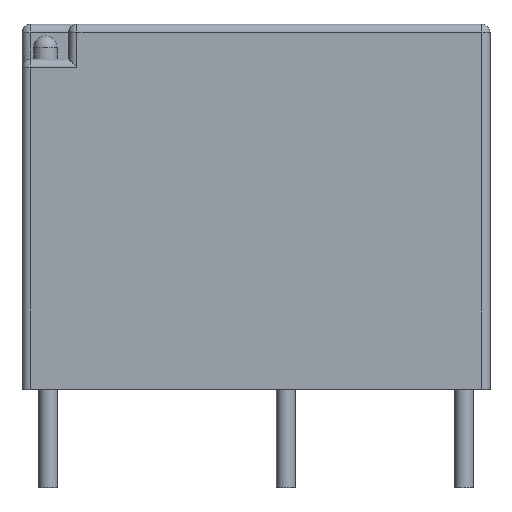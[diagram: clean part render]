
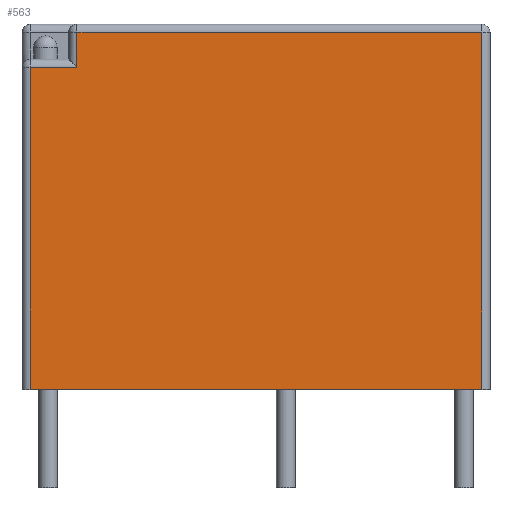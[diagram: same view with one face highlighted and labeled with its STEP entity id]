
A CAD part, top view. The second image highlights one B-rep face of the part: STEP entity #563.
In plain terms, the highlighted planar face has unit normal (0, 0, 1).
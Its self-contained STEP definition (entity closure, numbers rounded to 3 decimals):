
#28=PLANE('',#641);
#51=LINE('',#915,#91);
#57=LINE('',#934,#97);
#60=LINE('',#950,#100);
#63=LINE('',#956,#103);
#66=LINE('',#964,#106);
#72=LINE('',#973,#112);
#91=VECTOR('',#727,10.);
#97=VECTOR('',#749,10.);
#100=VECTOR('',#766,10.);
#103=VECTOR('',#773,10.);
#106=VECTOR('',#782,10.);
#112=VECTOR('',#794,10.);
#163=FACE_OUTER_BOUND('',#202,.T.);
#202=EDGE_LOOP('',(#456,#457,#458,#459,#460,#461));
#273=VERTEX_POINT('',#904);
#276=VERTEX_POINT('',#911);
#280=VERTEX_POINT('',#926);
#285=VERTEX_POINT('',#942);
#288=VERTEX_POINT('',#949);
#291=VERTEX_POINT('',#962);
#327=EDGE_CURVE('',#273,#276,#51,.T.);
#337=EDGE_CURVE('',#280,#273,#57,.T.);
#344=EDGE_CURVE('',#288,#280,#60,.T.);
#348=EDGE_CURVE('',#285,#288,#63,.T.);
#352=EDGE_CURVE('',#291,#285,#66,.T.);
#358=EDGE_CURVE('',#291,#276,#72,.T.);
#456=ORIENTED_EDGE('',*,*,#327,.F.);
#457=ORIENTED_EDGE('',*,*,#337,.F.);
#458=ORIENTED_EDGE('',*,*,#344,.F.);
#459=ORIENTED_EDGE('',*,*,#348,.F.);
#460=ORIENTED_EDGE('',*,*,#352,.F.);
#461=ORIENTED_EDGE('',*,*,#358,.T.);
#563=ADVANCED_FACE('',(#163),#28,.T.);
#641=AXIS2_PLACEMENT_3D('',#972,#792,#793);
#727=DIRECTION('',(0.,-1.,0.));
#749=DIRECTION('',(1.,0.,0.));
#766=DIRECTION('',(0.,1.,0.));
#773=DIRECTION('',(1.,0.,0.));
#782=DIRECTION('',(0.,1.,0.));
#792=DIRECTION('center_axis',(0.,0.,1.));
#793=DIRECTION('ref_axis',(1.,0.,0.));
#794=DIRECTION('',(1.,0.,0.));
#904=CARTESIAN_POINT('',(18.54,15.25,8.81));
#911=CARTESIAN_POINT('',(18.54,0.,8.81));
#915=CARTESIAN_POINT('',(18.54,0.,8.81));
#926=CARTESIAN_POINT('',(1.24,15.25,8.81));
#934=CARTESIAN_POINT('',(3.89,15.25,8.81));
#942=CARTESIAN_POINT('',(-0.76,13.75,8.81));
#949=CARTESIAN_POINT('',(1.24,13.75,8.81));
#950=CARTESIAN_POINT('',(1.24,7.8,8.81));
#956=CARTESIAN_POINT('',(-0.61,13.75,8.81));
#962=CARTESIAN_POINT('',(-0.76,0.,8.81));
#964=CARTESIAN_POINT('',(-0.76,0.,8.81));
#972=CARTESIAN_POINT('Origin',(-1.11,0.,8.81));
#973=CARTESIAN_POINT('',(-1.11,0.,8.81));
